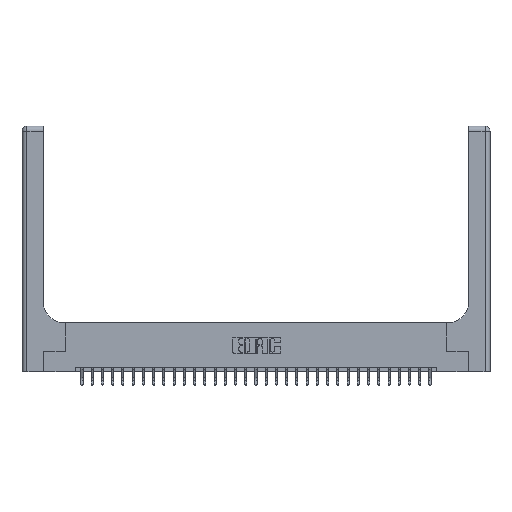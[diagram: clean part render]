
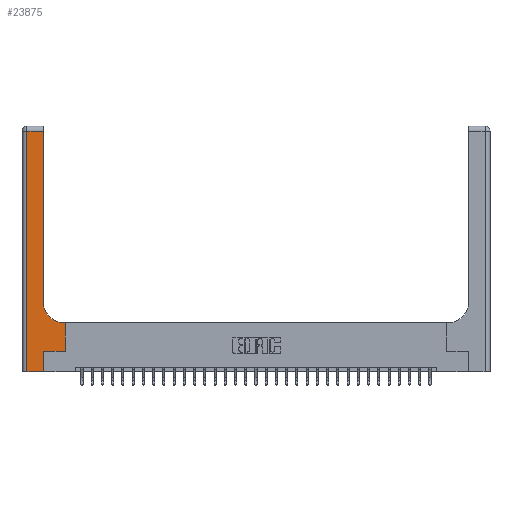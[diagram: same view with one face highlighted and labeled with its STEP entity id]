
A CAD part, top view. The second image highlights one B-rep face of the part: STEP entity #23875.
In plain terms, the highlighted planar face has unit normal (0, 0, 1).
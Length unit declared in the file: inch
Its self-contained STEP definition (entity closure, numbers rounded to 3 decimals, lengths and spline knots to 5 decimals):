
#117 = CIRCLE ( 'NONE', #9751, 0.25 ) ;
#1186 = CARTESIAN_POINT ( 'NONE',  ( 0.265, 0.25, 0.37 ) ) ;
#1509 = EDGE_CURVE ( 'NONE', #17468, #10540, #13263, .T. ) ;
#1770 = CARTESIAN_POINT ( 'NONE',  ( 0.26, 0.6, 0.37 ) ) ;
#2178 = EDGE_CURVE ( 'NONE', #26696, #22155, #117, .T. ) ;
#2768 = PLANE ( 'NONE',  #5617 ) ;
#2994 = CARTESIAN_POINT ( 'NONE',  ( 0.265, 0., 0.37 ) ) ;
#3186 = LINE ( 'NONE', #22179, #5620 ) ;
#3472 = ORIENTED_EDGE ( 'NONE', *, *, #8757, .T. ) ;
#3736 = CARTESIAN_POINT ( 'NONE',  ( 0.51, 0.6, 0.37 ) ) ;
#5097 = CARTESIAN_POINT ( 'NONE',  ( 0., 0., 0.37 ) ) ;
#5230 = ORIENTED_EDGE ( 'NONE', *, *, #1509, .T. ) ;
#5334 = EDGE_CURVE ( 'NONE', #20696, #19357, #8780, .T. ) ;
#5400 = VERTEX_POINT ( 'NONE', #2994 ) ;
#5617 = AXIS2_PLACEMENT_3D ( 'NONE', #9583, #27217, #23109 ) ;
#5620 = VECTOR ( 'NONE', #20200, 39.37008 ) ;
#5766 = VECTOR ( 'NONE', #13304, 39.37008 ) ;
#7342 = CARTESIAN_POINT ( 'NONE',  ( 0.528, 0.6, 0.37 ) ) ;
#7460 = DIRECTION ( 'NONE',  ( 1., 0., 0. ) ) ;
#7616 = CARTESIAN_POINT ( 'NONE',  ( 0.06, 2.94, 0.37 ) ) ;
#7985 = CARTESIAN_POINT ( 'NONE',  ( 0.265, 0.25, 0.37 ) ) ;
#8256 = EDGE_CURVE ( 'NONE', #5400, #24276, #24075, .T. ) ;
#8757 = EDGE_CURVE ( 'NONE', #19357, #26696, #24426, .T. ) ;
#8780 = LINE ( 'NONE', #13864, #21414 ) ;
#9401 = VERTEX_POINT ( 'NONE', #14445 ) ;
#9583 = CARTESIAN_POINT ( 'NONE',  ( 0., 3., 0.37 ) ) ;
#9707 = DIRECTION ( 'NONE',  ( 0., 0., -1. ) ) ;
#9751 = AXIS2_PLACEMENT_3D ( 'NONE', #14133, #9707, #9985 ) ;
#9985 = DIRECTION ( 'NONE',  ( 1., 0., 0. ) ) ;
#10525 = EDGE_CURVE ( 'NONE', #22155, #17468, #3186, .T. ) ;
#10540 = VERTEX_POINT ( 'NONE', #7616 ) ;
#10836 = DIRECTION ( 'NONE',  ( -1., 0., 0. ) ) ;
#10952 = CARTESIAN_POINT ( 'NONE',  ( 0.26, 2.94, 0.37 ) ) ;
#11011 = CARTESIAN_POINT ( 'NONE',  ( 0.06, 3., 0.37 ) ) ;
#11179 = VECTOR ( 'NONE', #7460, 39.37008 ) ;
#11503 = LINE ( 'NONE', #11011, #24171 ) ;
#12912 = EDGE_CURVE ( 'NONE', #9401, #5400, #23476, .T. ) ;
#13263 = LINE ( 'NONE', #13503, #18528 ) ;
#13304 = DIRECTION ( 'NONE',  ( 0., 1., 0. ) ) ;
#13490 = ORIENTED_EDGE ( 'NONE', *, *, #8256, .T. ) ;
#13503 = CARTESIAN_POINT ( 'NONE',  ( 0., 2.94, 0.37 ) ) ;
#13864 = CARTESIAN_POINT ( 'NONE',  ( 0.528, 0.25, 0.37 ) ) ;
#14092 = EDGE_LOOP ( 'NONE', ( #22227, #5230, #27858, #18620, #13490, #21802, #26978, #3472, #14322 ) ) ;
#14133 = CARTESIAN_POINT ( 'NONE',  ( 0.51, 0.85, 0.37 ) ) ;
#14322 = ORIENTED_EDGE ( 'NONE', *, *, #2178, .T. ) ;
#14445 = CARTESIAN_POINT ( 'NONE',  ( 0.06, 0., 0.37 ) ) ;
#15219 = LINE ( 'NONE', #1186, #27918 ) ;
#15854 = EDGE_CURVE ( 'NONE', #10540, #9401, #11503, .T. ) ;
#17468 = VERTEX_POINT ( 'NONE', #10952 ) ;
#17725 = CARTESIAN_POINT ( 'NONE',  ( 0.265, 0., 0.37 ) ) ;
#18528 = VECTOR ( 'NONE', #10836, 39.37008 ) ;
#18620 = ORIENTED_EDGE ( 'NONE', *, *, #12912, .T. ) ;
#19357 = VERTEX_POINT ( 'NONE', #7342 ) ;
#20200 = DIRECTION ( 'NONE',  ( 0., 1., 0. ) ) ;
#20576 = DIRECTION ( 'NONE',  ( 0., 1., 0. ) ) ;
#20696 = VERTEX_POINT ( 'NONE', #21757 ) ;
#20799 = FACE_OUTER_BOUND ( 'NONE', #14092, .T. ) ;
#20938 = DIRECTION ( 'NONE',  ( 1., 0., 0. ) ) ;
#21001 = CARTESIAN_POINT ( 'NONE',  ( 0.26, 0.85, 0.37 ) ) ;
#21414 = VECTOR ( 'NONE', #20576, 39.37008 ) ;
#21757 = CARTESIAN_POINT ( 'NONE',  ( 0.528, 0.25, 0.37 ) ) ;
#21802 = ORIENTED_EDGE ( 'NONE', *, *, #23021, .T. ) ;
#22155 = VERTEX_POINT ( 'NONE', #21001 ) ;
#22179 = CARTESIAN_POINT ( 'NONE',  ( 0.26, 3., 0.37 ) ) ;
#22227 = ORIENTED_EDGE ( 'NONE', *, *, #10525, .T. ) ;
#22253 = DIRECTION ( 'NONE',  ( -1., 0., 0. ) ) ;
#23021 = EDGE_CURVE ( 'NONE', #24276, #20696, #15219, .T. ) ;
#23109 = DIRECTION ( 'NONE',  ( -1., 0., 0. ) ) ;
#23476 = LINE ( 'NONE', #5097, #11179 ) ;
#23875 = ADVANCED_FACE ( 'NONE', ( #20799 ), #2768, .F. ) ;
#24075 = LINE ( 'NONE', #17725, #5766 ) ;
#24171 = VECTOR ( 'NONE', #26756, 39.37008 ) ;
#24276 = VERTEX_POINT ( 'NONE', #7985 ) ;
#24426 = LINE ( 'NONE', #1770, #27618 ) ;
#26696 = VERTEX_POINT ( 'NONE', #3736 ) ;
#26756 = DIRECTION ( 'NONE',  ( 0., -1., 0. ) ) ;
#26978 = ORIENTED_EDGE ( 'NONE', *, *, #5334, .T. ) ;
#27217 = DIRECTION ( 'NONE',  ( 0., 0., -1. ) ) ;
#27618 = VECTOR ( 'NONE', #22253, 39.37008 ) ;
#27858 = ORIENTED_EDGE ( 'NONE', *, *, #15854, .T. ) ;
#27918 = VECTOR ( 'NONE', #20938, 39.37008 ) ;
